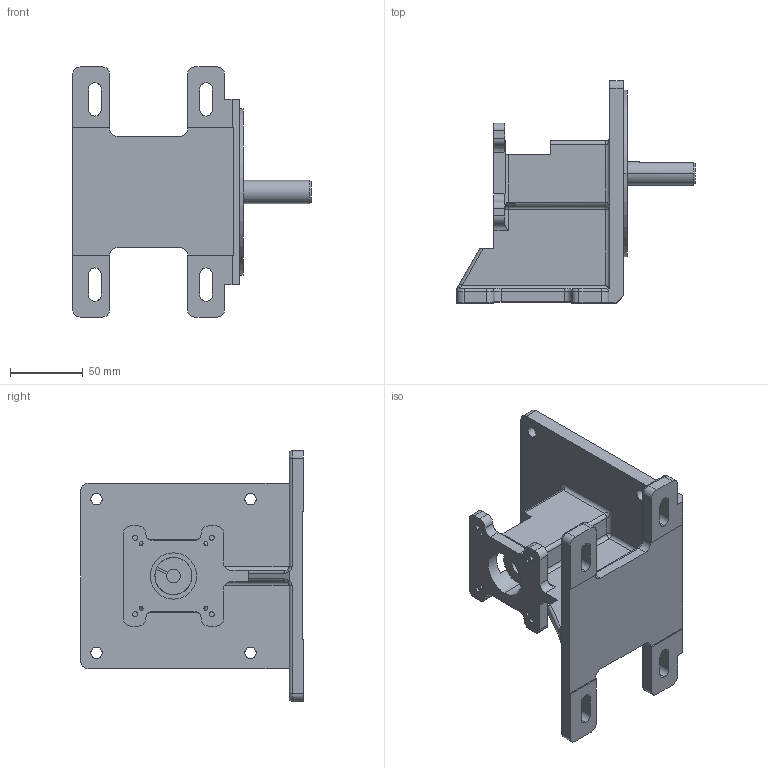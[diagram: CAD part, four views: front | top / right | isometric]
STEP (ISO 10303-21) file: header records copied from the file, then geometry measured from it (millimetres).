
FILE_DESCRIPTION (( 'STEP AP203' ), '1' );
FILE_NAME ('11009 with encoder.STEP', '2019-04-11T15:36:52', ( '' ), ( '' ), 'SwSTEP 2.0', 'SolidWorks 2017', '' );
FILE_SCHEMA (( 'CONFIG_CONTROL_DESIGN' ));
Length unit declared in the file: inch
Products named in the file (4): 11009 with encoder; dummy coupling; flat head screw_ai_CR-FHMS 0.164-32x0.5x0.5-N; high-load-bearing-support
Assembly tree (6 placements, depth 2):
  11009 with encoder
    high-load-bearing-support
    dummy coupling
    flat head screw_ai_CR-FHMS 0.164-32x0.5x0.5-N  x4
Bounding box: 163.58 x 152.4 x 171.45 mm (x, y, z)
Volume: 498098.9 mm3; surface area: 120648 mm2
Topology: 6 solids, 6 shells, 407 faces, 1045 edges, 643 vertices
Faces by surface type: cylinder 173, plane 171, cone 29, bspline 16, torus 14, sphere 4
Entity records: 12361 total; most frequent: CARTESIAN_POINT 3433, ORIENTED_EDGE 1802, DIRECTION 1757, EDGE_CURVE 901, AXIS2_PLACEMENT_3D 634, VERTEX_POINT 571, VECTOR 489, LINE 489
